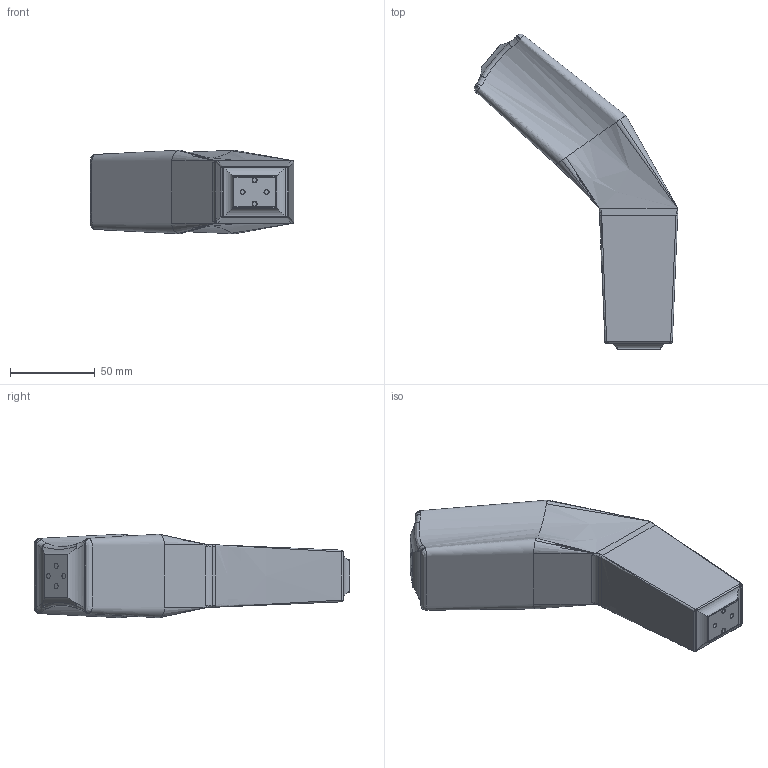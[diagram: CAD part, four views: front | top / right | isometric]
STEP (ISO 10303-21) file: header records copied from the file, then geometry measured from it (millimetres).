
FILE_DESCRIPTION( ( '' ), ' ' );
FILE_NAME( '5e56c39f1015ca14e93f7eb8.step', '2020-02-26T19:14:40', ( '' ), ( '' ), ' ', ' ', ' ' );
FILE_SCHEMA( ( 'AUTOMOTIVE_DESIGN { 1 0 10303 214 1 1 1 1 }' ) );
Length unit declared in the file: metre
Products named in the file (4): Assem1; Part 1
Assembly tree (3 placements, depth 2):
  Assem1
    Part 1
    Part 1
    Part 1
Bounding box: 119.76 x 185.96 x 49.19 mm (x, y, z)
Volume: 363167.2 mm3; surface area: 39971 mm2
Topology: 3 solids, 3 shells, 112 faces, 271 edges, 163 vertices
Faces by surface type: cylinder 37, plane 35, bspline 35, cone 3, torus 2
Full cylindrical faces by diameter (mm): 2.54 x4, 3 x8
Entity records: 16274 total; most frequent: CARTESIAN_POINT 13167, ORIENTED_EDGE 496, DIRECTION 396, EDGE_CURVE 248, VERTEX_POINT 163, AXIS2_PLACEMENT_3D 155, EDGE_LOOP 141, FACE_OUTER_BOUND 125
